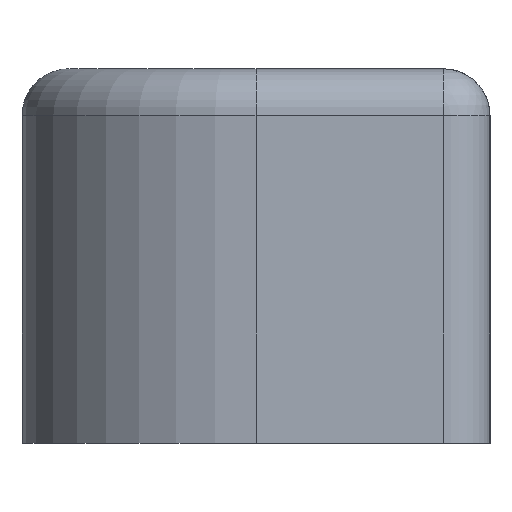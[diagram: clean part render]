
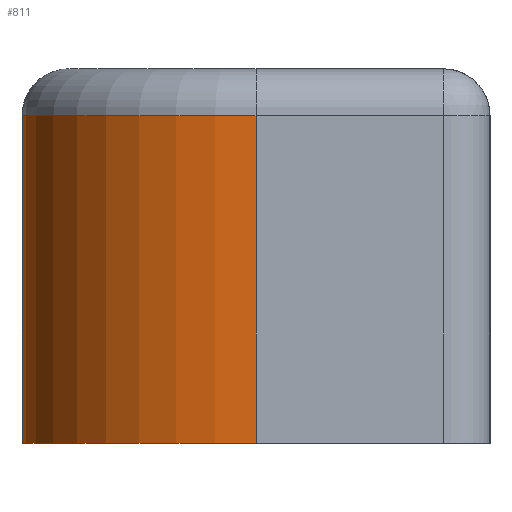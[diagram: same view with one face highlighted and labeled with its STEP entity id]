
A CAD part, left-side view. The second image highlights one B-rep face of the part: STEP entity #811.
In plain terms, the highlighted cylindrical face has radius 5 mm (diameter 10 mm), a partial arc.
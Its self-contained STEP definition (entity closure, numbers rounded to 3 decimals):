
#41=CYLINDRICAL_SURFACE('',#881,5.);
#59=CIRCLE('',#849,5.);
#77=CIRCLE('',#882,5.);
#186=ORIENTED_EDGE('',*,*,#273,.F.);
#187=ORIENTED_EDGE('',*,*,#286,.F.);
#188=ORIENTED_EDGE('',*,*,#305,.F.);
#189=ORIENTED_EDGE('',*,*,#247,.F.);
#247=EDGE_CURVE('',#323,#320,#369,.F.);
#273=EDGE_CURVE('',#347,#323,#59,.F.);
#286=EDGE_CURVE('',#359,#347,#394,.T.);
#305=EDGE_CURVE('',#320,#359,#77,.T.);
#320=VERTEX_POINT('',#1111);
#323=VERTEX_POINT('',#1116);
#347=VERTEX_POINT('',#1169);
#359=VERTEX_POINT('',#1196);
#369=LINE('',#1117,#404);
#394=LINE('',#1197,#429);
#404=VECTOR('',#924,1000.);
#429=VECTOR('',#987,1000.);
#457=EDGE_LOOP('',(#186,#187,#188,#189));
#501=FACE_BOUND('',#457,.T.);
#811=ADVANCED_FACE('',(#501),#41,.T.);
#849=AXIS2_PLACEMENT_3D('',#1170,#964,#965);
#881=AXIS2_PLACEMENT_3D('',#1238,#1040,#1041);
#882=AXIS2_PLACEMENT_3D('',#1239,#1042,#1043);
#924=DIRECTION('',(0.,0.,-1.));
#964=DIRECTION('',(0.,0.,1.));
#965=DIRECTION('',(1.,0.,0.));
#987=DIRECTION('',(0.,0.,-1.));
#1040=DIRECTION('',(0.,0.,-1.));
#1041=DIRECTION('',(-1.,0.,0.));
#1042=DIRECTION('',(0.,0.,1.));
#1043=DIRECTION('',(1.,0.,0.));
#1111=CARTESIAN_POINT('',(-14.,5.,7.));
#1116=CARTESIAN_POINT('',(-14.,5.,0.));
#1117=CARTESIAN_POINT('',(-14.,5.,8.));
#1169=CARTESIAN_POINT('',(-19.,0.,0.));
#1170=CARTESIAN_POINT('',(-14.,0.,0.));
#1196=CARTESIAN_POINT('',(-19.,0.,7.));
#1197=CARTESIAN_POINT('',(-19.,0.,8.));
#1238=CARTESIAN_POINT('',(-14.,0.,8.));
#1239=CARTESIAN_POINT('',(-14.,0.,7.));
